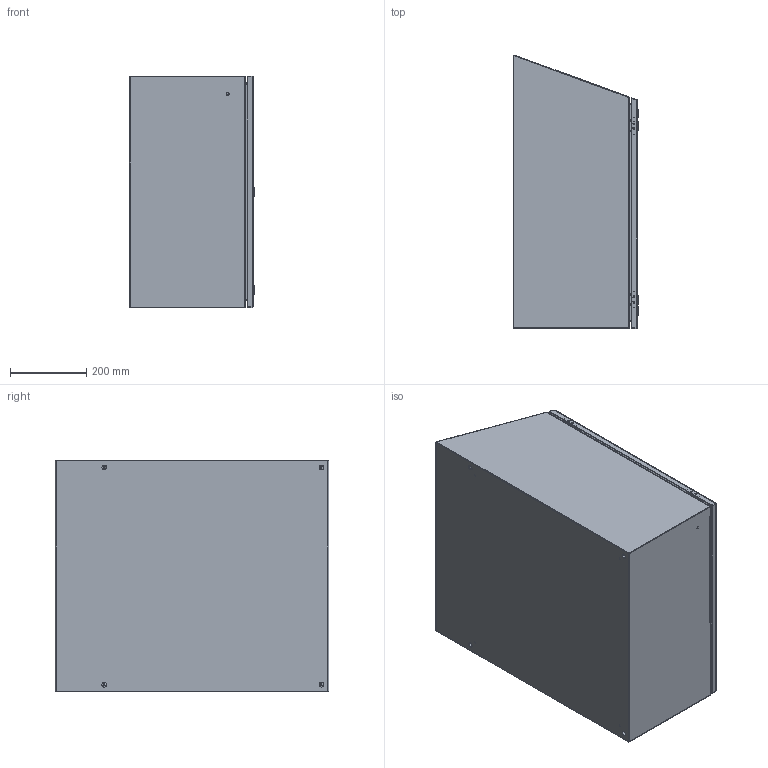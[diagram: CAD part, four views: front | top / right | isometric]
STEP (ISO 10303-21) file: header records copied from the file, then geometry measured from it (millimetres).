
FILE_DESCRIPTION (( 'STEP AP214' ), '1' );
FILE_NAME ('ST242412SS.STEP', '2019-07-15T19:52:51', ( '' ), ( '' ), 'SwSTEP 2.0', 'SolidWorks 2018', '' );
FILE_SCHEMA (( 'AUTOMOTIVE_DESIGN' ));
Length unit declared in the file: inch
Products named in the file (1): ST242412SS
Bounding box: 330.12 x 719.52 x 609.8 mm (x, y, z)
Volume: 3356211.3 mm3; surface area: 3694347.7 mm2
Topology: 41 solids, 42 shells, 1014 faces, 2404 edges, 1518 vertices
Faces by surface type: plane 564, cylinder 310, bspline 88, cone 28, torus 24
Entity records: 44928 total; most frequent: CARTESIAN_POINT 7827, DIRECTION 4864, ORIENTED_EDGE 4784, EDGE_CURVE 2392, AXIS2_PLACEMENT_3D 1685, VERTEX_POINT 1518, VECTOR 1494, LINE 1494
